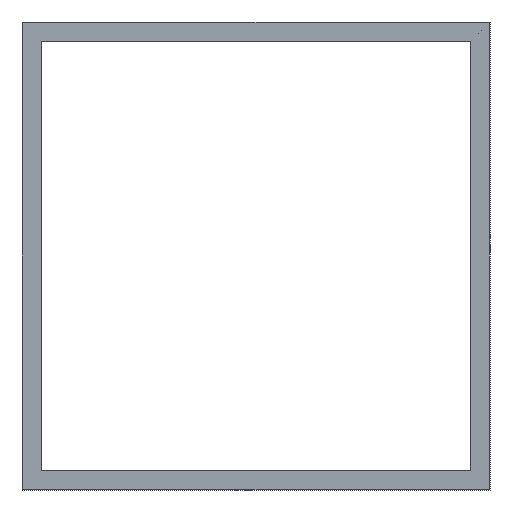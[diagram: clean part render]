
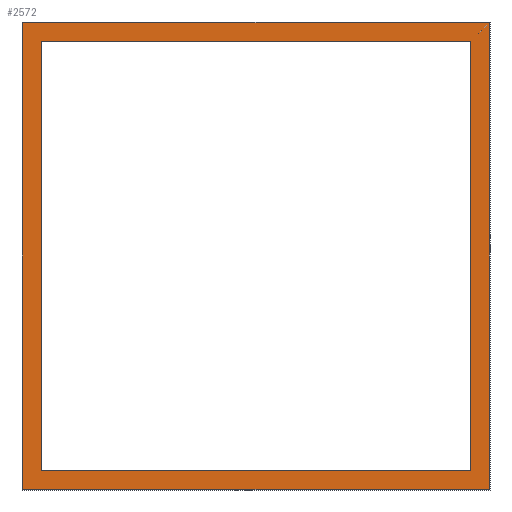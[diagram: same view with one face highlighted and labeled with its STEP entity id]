
A CAD part, front view. The second image highlights one B-rep face of the part: STEP entity #2572.
In plain terms, the highlighted planar face has unit normal (0, -1, 0).
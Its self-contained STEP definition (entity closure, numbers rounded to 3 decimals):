
#865=CARTESIAN_POINT('',(290.203,-2.077,290.203));
#872=DIRECTION('',(0.,0.,-1.));
#873=VECTOR('',#872,580.406);
#874=CARTESIAN_POINT('',(290.203,-2.077,290.203));
#875=LINE('',#874,#873);
#876=CARTESIAN_POINT('',(-290.203,-2.077,290.203));
#883=DIRECTION('',(1.,0.,0.));
#884=VECTOR('',#883,580.406);
#885=CARTESIAN_POINT('',(-290.203,-2.077,290.203));
#886=LINE('',#885,#884);
#887=DIRECTION('',(0.,0.,1.));
#888=VECTOR('',#887,580.406);
#889=CARTESIAN_POINT('',(-290.203,-2.077,
-290.203));
#890=LINE('',#889,#888);
#891=CARTESIAN_POINT('',(290.203,-2.077,-290.203));
#898=DIRECTION('',(-1.,0.,0.));
#899=VECTOR('',#898,580.406);
#900=CARTESIAN_POINT('',(290.203,-2.077,-290.203));
#901=LINE('',#900,#899);
#902=CARTESIAN_POINT('',(-290.203,-2.077,
-290.203));
#909=DIRECTION('',(0.,0.,1.));
#910=VECTOR('',#909,630.);
#911=CARTESIAN_POINT('',(-315.,-2.077,-315.));
#912=LINE('',#911,#910);
#913=DIRECTION('',(1.,0.,0.));
#914=VECTOR('',#913,630.);
#915=CARTESIAN_POINT('',(-315.,-2.077,315.));
#916=LINE('',#915,#914);
#917=DIRECTION('',(0.,0.,-1.));
#918=VECTOR('',#917,630.);
#919=CARTESIAN_POINT('',(315.,-2.077,315.));
#920=LINE('',#919,#918);
#921=DIRECTION('',(-1.,0.,0.));
#922=VECTOR('',#921,630.);
#923=CARTESIAN_POINT('',(315.,-2.077,-315.));
#924=LINE('',#923,#922);
#935=CARTESIAN_POINT('',(315.,-2.077,-315.));
#947=CARTESIAN_POINT('',(-315.,-2.077,-315.));
#955=CARTESIAN_POINT('',(315.,-2.077,315.));
#967=CARTESIAN_POINT('',(-315.,-2.077,315.));
#1137=VERTEX_POINT('',#947);
#1138=VERTEX_POINT('',#902);
#1171=VERTEX_POINT('',#967);
#1172=VERTEX_POINT('',#876);
#1205=VERTEX_POINT('',#955);
#1206=VERTEX_POINT('',#865);
#1240=VERTEX_POINT('',#935);
#1241=VERTEX_POINT('',#891);
#2551=CARTESIAN_POINT('',(-315.,-2.077,-316.));
#2552=DIRECTION('',(0.,-1.,0.));
#2553=DIRECTION('',(1.,0.,0.));
#2554=AXIS2_PLACEMENT_3D('',#2551,#2552,#2553);
#2555=PLANE('',#2554);
#2557=ORIENTED_EDGE('',*,*,#2556,.T.);
#2559=ORIENTED_EDGE('',*,*,#2558,.T.);
#2561=ORIENTED_EDGE('',*,*,#2560,.T.);
#2563=ORIENTED_EDGE('',*,*,#2562,.T.);
#2564=EDGE_LOOP('',(#2557,#2559,#2561,#2563));
#2565=FACE_OUTER_BOUND('',#2564,.F.);
#2566=ORIENTED_EDGE('',*,*,#2544,.F.);
#2567=ORIENTED_EDGE('',*,*,#2502,.F.);
#2568=ORIENTED_EDGE('',*,*,#2517,.F.);
#2569=ORIENTED_EDGE('',*,*,#2531,.F.);
#2570=EDGE_LOOP('',(#2566,#2567,#2568,#2569));
#2571=FACE_BOUND('',#2570,.F.);
#2572=ADVANCED_FACE('',(#2565,#2571),#2555,.T.);
#2502=EDGE_CURVE('',#1206,#1241,#875,.T.);
#2517=EDGE_CURVE('',#1172,#1206,#886,.T.);
#2531=EDGE_CURVE('',#1138,#1172,#890,.T.);
#2544=EDGE_CURVE('',#1241,#1138,#901,.T.);
#2556=EDGE_CURVE('',#1137,#1171,#912,.T.);
#2558=EDGE_CURVE('',#1171,#1205,#916,.T.);
#2560=EDGE_CURVE('',#1205,#1240,#920,.T.);
#2562=EDGE_CURVE('',#1240,#1137,#924,.T.);
